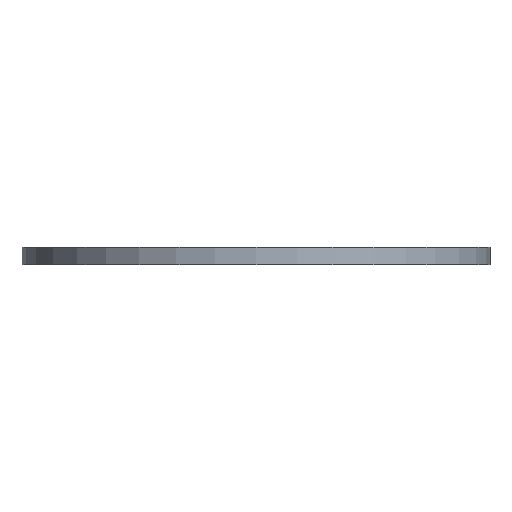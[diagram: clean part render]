
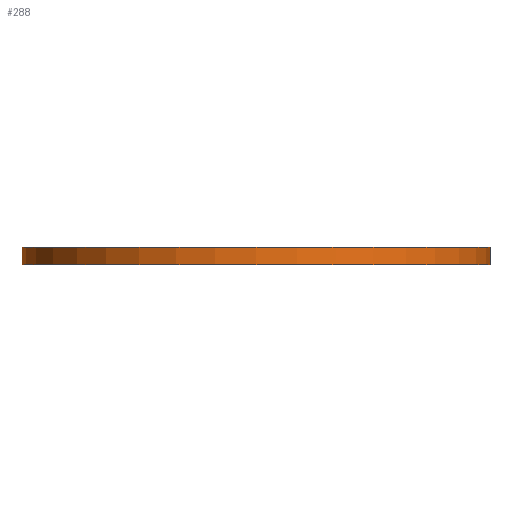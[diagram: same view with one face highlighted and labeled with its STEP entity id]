
A CAD part, front view. The second image highlights one B-rep face of the part: STEP entity #288.
In plain terms, the highlighted cylindrical face has radius 141.897 mm (diameter 283.794 mm), a partial arc.
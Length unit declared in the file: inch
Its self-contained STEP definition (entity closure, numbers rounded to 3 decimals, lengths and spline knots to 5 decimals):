
#6 = CARTESIAN_POINT ( 'NONE',  ( 0., 0., 0. ) ) ;
#90 = DIRECTION ( 'NONE',  ( 0., 0., 1. ) ) ;
#140 = EDGE_CURVE ( 'NONE', #1295, #1117, #900, .T. ) ;
#251 = CARTESIAN_POINT ( 'NONE',  ( -5.5865, 0., 0.008 ) ) ;
#288 = ADVANCED_FACE ( 'NONE', ( #1419 ), #351, .T. ) ;
#313 = CARTESIAN_POINT ( 'NONE',  ( -5.5865, 0., 0. ) ) ;
#351 = CYLINDRICAL_SURFACE ( 'NONE', #1106, 5.5865 ) ;
#357 = DIRECTION ( 'NONE',  ( 1., 0., 0. ) ) ;
#392 = DIRECTION ( 'NONE',  ( 1., 0., 0. ) ) ;
#397 = ORIENTED_EDGE ( 'NONE', *, *, #855, .T. ) ;
#447 = CARTESIAN_POINT ( 'NONE',  ( 0., 0., -0.402 ) ) ;
#505 = CARTESIAN_POINT ( 'NONE',  ( 0., 0., 0.008 ) ) ;
#555 = CIRCLE ( 'NONE', #1103, 5.5865 ) ;
#660 = LINE ( 'NONE', #1109, #1183 ) ;
#667 = EDGE_CURVE ( 'NONE', #1117, #1421, #555, .T. ) ;
#718 = EDGE_CURVE ( 'NONE', #732, #1421, #660, .T. ) ;
#725 = VECTOR ( 'NONE', #90, 39.37008 ) ;
#732 = VERTEX_POINT ( 'NONE', #773 ) ;
#773 = CARTESIAN_POINT ( 'NONE',  ( 5.5865, 0., -0.402 ) ) ;
#781 = CARTESIAN_POINT ( 'NONE',  ( 5.5865, 0., 0.008 ) ) ;
#825 = EDGE_LOOP ( 'NONE', ( #892, #397, #1489, #1323 ) ) ;
#855 = EDGE_CURVE ( 'NONE', #1295, #732, #1369, .T. ) ;
#892 = ORIENTED_EDGE ( 'NONE', *, *, #140, .F. ) ;
#900 = LINE ( 'NONE', #313, #725 ) ;
#945 = DIRECTION ( 'NONE',  ( 0., 0., 1. ) ) ;
#994 = DIRECTION ( 'NONE',  ( 0., 0., 1. ) ) ;
#1040 = CARTESIAN_POINT ( 'NONE',  ( -5.5865, 0., -0.402 ) ) ;
#1103 = AXIS2_PLACEMENT_3D ( 'NONE', #505, #1282, #392 ) ;
#1106 = AXIS2_PLACEMENT_3D ( 'NONE', #6, #945, #357 ) ;
#1109 = CARTESIAN_POINT ( 'NONE',  ( 5.5865, 0., 0. ) ) ;
#1117 = VERTEX_POINT ( 'NONE', #251 ) ;
#1167 = DIRECTION ( 'NONE',  ( 1., 0., 0. ) ) ;
#1183 = VECTOR ( 'NONE', #994, 39.37008 ) ;
#1252 = AXIS2_PLACEMENT_3D ( 'NONE', #447, #1296, #1167 ) ;
#1282 = DIRECTION ( 'NONE',  ( 0., 0., 1. ) ) ;
#1295 = VERTEX_POINT ( 'NONE', #1040 ) ;
#1296 = DIRECTION ( 'NONE',  ( 0., 0., 1. ) ) ;
#1323 = ORIENTED_EDGE ( 'NONE', *, *, #667, .F. ) ;
#1369 = CIRCLE ( 'NONE', #1252, 5.5865 ) ;
#1419 = FACE_OUTER_BOUND ( 'NONE', #825, .T. ) ;
#1421 = VERTEX_POINT ( 'NONE', #781 ) ;
#1489 = ORIENTED_EDGE ( 'NONE', *, *, #718, .T. ) ;
